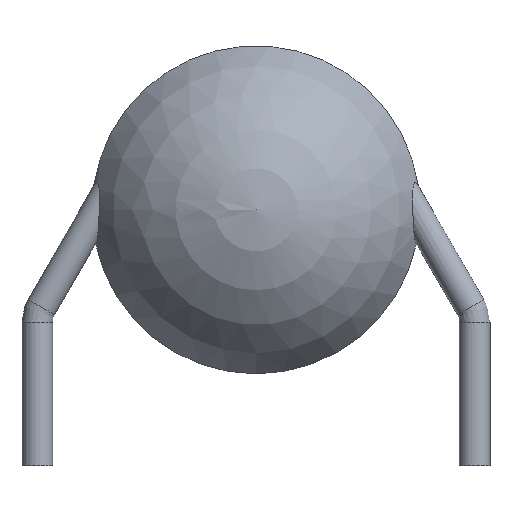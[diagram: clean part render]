
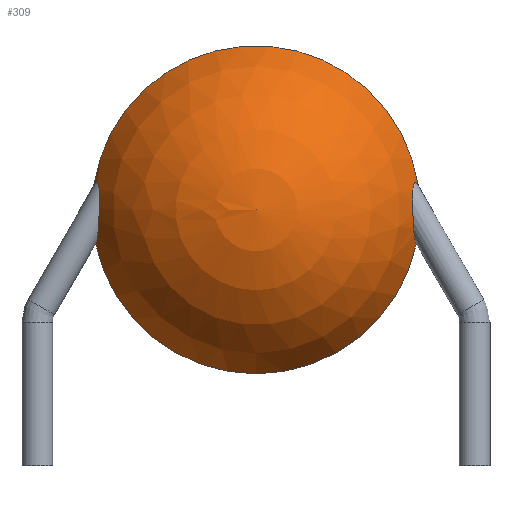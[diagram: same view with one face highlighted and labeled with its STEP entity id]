
A CAD part, front view. The second image highlights one B-rep face of the part: STEP entity #309.
In plain terms, the highlighted spherical face has radius 4.062 mm.
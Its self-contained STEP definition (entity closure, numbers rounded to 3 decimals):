
#114 = VERTEX_POINT('',#115);
#115 = CARTESIAN_POINT('',(3.668,0.,
3.07));
#132 = EDGE_CURVE('',#114,#133,#135,.T.);
#133 = VERTEX_POINT('',#134);
#134 = CARTESIAN_POINT('',(3.71,0.,
4.397));
#135 = B_SPLINE_CURVE_WITH_KNOTS('',7,(#136,#137,#138,#139,#140,#141,
#142,#143,#144,#145,#146,#147,#148,#149,#150,#151,#152,#153,#154,
#155,#156,#157,#158,#159,#160,#161,#162,#163,#164,#165,#166,#167,
#168,#169,#170,#171,#172,#173,#174,#175,#176,#177,#178,#179),
.UNSPECIFIED.,.F.,.F.,(8,6,6,6,6,6,6,8),(0.,0.219,
0.369,0.479,0.579,0.723,
0.852,1.),.UNSPECIFIED.);
#136 = CARTESIAN_POINT('',(3.668,0.,
3.07));
#137 = CARTESIAN_POINT('',(3.659,-0.029,
3.085));
#138 = CARTESIAN_POINT('',(3.65,-0.058,
3.106));
#139 = CARTESIAN_POINT('',(3.643,-0.087,
3.13));
#140 = CARTESIAN_POINT('',(3.635,-0.115,3.16
));
#141 = CARTESIAN_POINT('',(3.629,-0.143,3.194)
);
#142 = CARTESIAN_POINT('',(3.623,-0.17,3.233
));
#143 = CARTESIAN_POINT('',(3.613,-0.214,3.309)
);
#144 = CARTESIAN_POINT('',(3.61,-0.231,3.342
));
#145 = CARTESIAN_POINT('',(3.606,-0.248,3.378
));
#146 = CARTESIAN_POINT('',(3.603,-0.264,3.417)
);
#147 = CARTESIAN_POINT('',(3.601,-0.279,3.459
));
#148 = CARTESIAN_POINT('',(3.598,-0.293,3.505
));
#149 = CARTESIAN_POINT('',(3.594,-0.315,3.591
));
#150 = CARTESIAN_POINT('',(3.592,-0.323,3.629)
);
#151 = CARTESIAN_POINT('',(3.59,-0.331,3.669
));
#152 = CARTESIAN_POINT('',(3.589,-0.337,3.711
));
#153 = CARTESIAN_POINT('',(3.587,-0.343,3.756
));
#154 = CARTESIAN_POINT('',(3.586,-0.346,3.802
));
#155 = CARTESIAN_POINT('',(3.584,-0.35,3.891
));
#156 = CARTESIAN_POINT('',(3.583,-0.351,3.935
));
#157 = CARTESIAN_POINT('',(3.582,-0.35,3.979
));
#158 = CARTESIAN_POINT('',(3.582,-0.347,4.022
));
#159 = CARTESIAN_POINT('',(3.582,-0.343,4.065
));
#160 = CARTESIAN_POINT('',(3.582,-0.338,4.106
));
#161 = CARTESIAN_POINT('',(3.583,-0.322,4.199
));
#162 = CARTESIAN_POINT('',(3.584,-0.31,4.25
));
#163 = CARTESIAN_POINT('',(3.586,-0.296,4.295
));
#164 = CARTESIAN_POINT('',(3.589,-0.28,4.334
));
#165 = CARTESIAN_POINT('',(3.592,-0.263,4.366
));
#166 = CARTESIAN_POINT('',(3.597,-0.246,4.393)
);
#167 = CARTESIAN_POINT('',(3.608,-0.211,4.433
));
#168 = CARTESIAN_POINT('',(3.614,-0.195,4.447
));
#169 = CARTESIAN_POINT('',(3.62,-0.178,4.457
));
#170 = CARTESIAN_POINT('',(3.627,-0.162,4.464
));
#171 = CARTESIAN_POINT('',(3.634,-0.145,4.467)
);
#172 = CARTESIAN_POINT('',(3.642,-0.129,4.466
));
#173 = CARTESIAN_POINT('',(3.658,-0.096,
4.461));
#174 = CARTESIAN_POINT('',(3.666,-0.079,
4.456));
#175 = CARTESIAN_POINT('',(3.675,-0.063,
4.448));
#176 = CARTESIAN_POINT('',(3.684,-0.046,
4.437));
#177 = CARTESIAN_POINT('',(3.693,-0.031,
4.426));
#178 = CARTESIAN_POINT('',(3.701,-0.015,
4.412));
#179 = CARTESIAN_POINT('',(3.71,0.,
4.397));
#236 = VERTEX_POINT('',#237);
#237 = CARTESIAN_POINT('',(-3.71,0.,
4.397));
#270 = EDGE_CURVE('',#133,#236,#271,.T.);
#271 = CIRCLE('',#272,3.75);
#272 = AXIS2_PLACEMENT_3D('',#273,#274,#275);
#273 = CARTESIAN_POINT('',(0.,0.,3.85));
#274 = DIRECTION('',(0.,-1.,0.));
#275 = DIRECTION('',(-1.,0.,0.));
#279 = EDGE_CURVE('',#280,#114,#282,.T.);
#280 = VERTEX_POINT('',#281);
#281 = CARTESIAN_POINT('',(-3.668,0.,
3.07));
#282 = CIRCLE('',#283,3.75);
#283 = AXIS2_PLACEMENT_3D('',#284,#285,#286);
#284 = CARTESIAN_POINT('',(0.,0.,3.85));
#285 = DIRECTION('',(0.,-1.,0.));
#286 = DIRECTION('',(-1.,0.,0.));
#309 = ADVANCED_FACE('',(#310),#388,.T.);
#310 = FACE_BOUND('',#311,.T.);
#311 = EDGE_LOOP('',(#312,#331,#332,#333,#334,#369,#378,#387));
#312 = ORIENTED_EDGE('',*,*,#313,.T.);
#313 = EDGE_CURVE('',#314,#280,#316,.T.);
#314 = VERTEX_POINT('',#315);
#315 = CARTESIAN_POINT('',(-3.585,-0.349,3.85));
#316 = B_SPLINE_CURVE_WITH_KNOTS('',7,(#317,#318,#319,#320,#321,#322,
#323,#324,#325,#326,#327,#328,#329,#330),.UNSPECIFIED.,.F.,.F.,(8,6,
8),(0.,0.43,1.),.UNSPECIFIED.);
#317 = CARTESIAN_POINT('',(-3.585,-0.349,3.85));
#318 = CARTESIAN_POINT('',(-3.587,-0.346,3.781)
);
#319 = CARTESIAN_POINT('',(-3.589,-0.339,
3.713));
#320 = CARTESIAN_POINT('',(-3.591,-0.329,
3.646));
#321 = CARTESIAN_POINT('',(-3.594,-0.315,
3.582));
#322 = CARTESIAN_POINT('',(-3.597,-0.299,
3.52));
#323 = CARTESIAN_POINT('',(-3.6,-0.28,
3.462));
#324 = CARTESIAN_POINT('',(-3.61,-0.23,3.336
));
#325 = CARTESIAN_POINT('',(-3.617,-0.197,3.271)
);
#326 = CARTESIAN_POINT('',(-3.624,-0.161,3.213
));
#327 = CARTESIAN_POINT('',(-3.633,-0.123,
3.164));
#328 = CARTESIAN_POINT('',(-3.643,-0.083,
3.124));
#329 = CARTESIAN_POINT('',(-3.655,-0.042,
3.092));
#330 = CARTESIAN_POINT('',(-3.668,0.,
3.07));
#331 = ORIENTED_EDGE('',*,*,#279,.T.);
#332 = ORIENTED_EDGE('',*,*,#132,.T.);
#333 = ORIENTED_EDGE('',*,*,#270,.T.);
#334 = ORIENTED_EDGE('',*,*,#335,.T.);
#335 = EDGE_CURVE('',#236,#336,#338,.T.);
#336 = VERTEX_POINT('',#337);
#337 = CARTESIAN_POINT('',(-3.584,-0.35,3.916));
#338 = B_SPLINE_CURVE_WITH_KNOTS('',8,(#339,#340,#341,#342,#343,#344,
#345,#346,#347,#348,#349,#350,#351,#352,#353,#354,#355,#356,#357,
#358,#359,#360,#361,#362,#363,#364,#365,#366,#367,#368),
.UNSPECIFIED.,.F.,.F.,(9,7,7,7,9),(0.,0.263,0.467,
0.73,1.),.UNSPECIFIED.);
#339 = CARTESIAN_POINT('',(-3.71,0.,
4.397));
#340 = CARTESIAN_POINT('',(-3.701,-0.015,
4.412));
#341 = CARTESIAN_POINT('',(-3.693,-0.03,
4.425));
#342 = CARTESIAN_POINT('',(-3.684,-0.046,
4.437));
#343 = CARTESIAN_POINT('',(-3.675,-0.063,
4.448));
#344 = CARTESIAN_POINT('',(-3.666,-0.08,
4.457));
#345 = CARTESIAN_POINT('',(-3.656,-0.099,
4.464));
#346 = CARTESIAN_POINT('',(-3.646,-0.119,
4.467));
#347 = CARTESIAN_POINT('',(-3.629,-0.157,
4.463));
#348 = CARTESIAN_POINT('',(-3.622,-0.175,4.459
));
#349 = CARTESIAN_POINT('',(-3.615,-0.191,
4.45));
#350 = CARTESIAN_POINT('',(-3.609,-0.207,
4.439));
#351 = CARTESIAN_POINT('',(-3.605,-0.221,
4.425));
#352 = CARTESIAN_POINT('',(-3.601,-0.234,
4.409));
#353 = CARTESIAN_POINT('',(-3.597,-0.246,4.391)
);
#354 = CARTESIAN_POINT('',(-3.591,-0.27,
4.349));
#355 = CARTESIAN_POINT('',(-3.588,-0.283,
4.324));
#356 = CARTESIAN_POINT('',(-3.586,-0.293,4.297
));
#357 = CARTESIAN_POINT('',(-3.585,-0.302,4.27
));
#358 = CARTESIAN_POINT('',(-3.584,-0.311,4.242
));
#359 = CARTESIAN_POINT('',(-3.583,-0.318,
4.213));
#360 = CARTESIAN_POINT('',(-3.582,-0.324,4.185
));
#361 = CARTESIAN_POINT('',(-3.582,-0.335,4.126
));
#362 = CARTESIAN_POINT('',(-3.582,-0.339,
4.097));
#363 = CARTESIAN_POINT('',(-3.582,-0.343,
4.067));
#364 = CARTESIAN_POINT('',(-3.582,-0.346,4.037
));
#365 = CARTESIAN_POINT('',(-3.582,-0.348,4.006
));
#366 = CARTESIAN_POINT('',(-3.583,-0.349,3.976)
);
#367 = CARTESIAN_POINT('',(-3.583,-0.35,3.946
));
#368 = CARTESIAN_POINT('',(-3.584,-0.35,3.916));
#369 = ORIENTED_EDGE('',*,*,#370,.T.);
#370 = EDGE_CURVE('',#336,#314,#371,.T.);
#371 = B_SPLINE_CURVE_WITH_KNOTS('',5,(#372,#373,#374,#375,#376,#377),
.UNSPECIFIED.,.F.,.F.,(6,6),(0.,1.),.PIECEWISE_BEZIER_KNOTS.);
#372 = CARTESIAN_POINT('',(-3.584,-0.35,3.916));
#373 = CARTESIAN_POINT('',(-3.584,-0.35,
3.903));
#374 = CARTESIAN_POINT('',(-3.584,-0.35,
3.89));
#375 = CARTESIAN_POINT('',(-3.584,-0.35,3.876
));
#376 = CARTESIAN_POINT('',(-3.585,-0.349,
3.863));
#377 = CARTESIAN_POINT('',(-3.585,-0.349,3.85));
#378 = ORIENTED_EDGE('',*,*,#379,.T.);
#379 = EDGE_CURVE('',#314,#380,#382,.T.);
#380 = VERTEX_POINT('',#381);
#381 = CARTESIAN_POINT('',(0.,-2.5,3.85));
#382 = CIRCLE('',#383,4.063);
#383 = AXIS2_PLACEMENT_3D('',#384,#385,#386);
#384 = CARTESIAN_POINT('',(0.,1.563,3.85));
#385 = DIRECTION('',(0.,0.,1.));
#386 = DIRECTION('',(-0.923,-0.385,0.));
#387 = ORIENTED_EDGE('',*,*,#379,.F.);
#388 = SPHERICAL_SURFACE('',#389,4.063);
#389 = AXIS2_PLACEMENT_3D('',#390,#391,#392);
#390 = CARTESIAN_POINT('',(0.,1.563,3.85));
#391 = DIRECTION('',(0.,-1.,0.));
#392 = DIRECTION('',(-1.,0.,0.));
